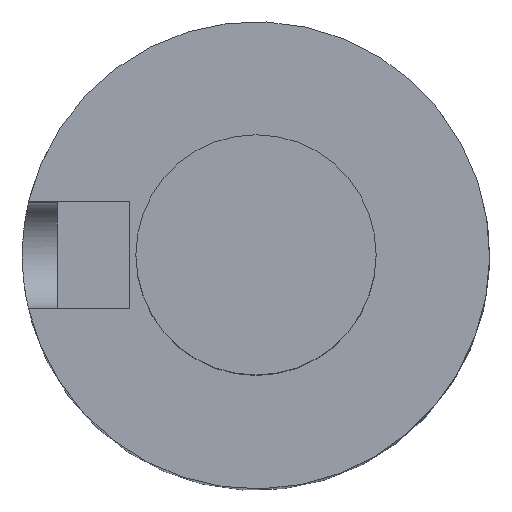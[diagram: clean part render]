
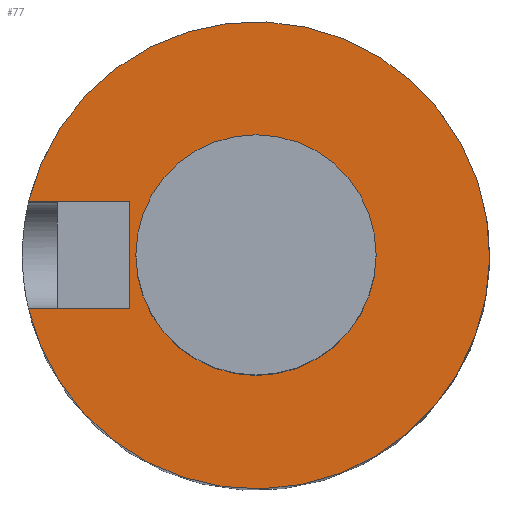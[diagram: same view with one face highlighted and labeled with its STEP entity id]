
A CAD part, top view. The second image highlights one B-rep face of the part: STEP entity #77.
In plain terms, the highlighted planar face has unit normal (0, 0, 1).
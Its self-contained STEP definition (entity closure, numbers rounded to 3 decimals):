
#77=ADVANCED_FACE('',(#121),#99,.T.);
#99=PLANE('',#493);
#121=FACE_OUTER_BOUND('',#146,.T.);
#146=EDGE_LOOP('',(#226,#227,#228,#229));
#167=CIRCLE('',#491,17.5);
#226=ORIENTED_EDGE('',*,*,#345,.T.);
#227=ORIENTED_EDGE('',*,*,#348,.T.);
#228=ORIENTED_EDGE('',*,*,#349,.T.);
#229=ORIENTED_EDGE('',*,*,#350,.T.);
#301=VERTEX_POINT('',#703);
#302=VERTEX_POINT('',#705);
#304=VERTEX_POINT('',#741);
#305=VERTEX_POINT('',#743);
#345=EDGE_CURVE('',#302,#301,#167,.T.);
#348=EDGE_CURVE('',#301,#304,#391,.T.);
#349=EDGE_CURVE('',#304,#305,#392,.T.);
#350=EDGE_CURVE('',#305,#302,#393,.T.);
#391=LINE('',#740,#431);
#392=LINE('',#742,#432);
#393=LINE('',#744,#433);
#431=VECTOR('',#581,1.);
#432=VECTOR('',#582,1.);
#433=VECTOR('',#583,1.);
#491=AXIS2_PLACEMENT_3D('',#704,#576,#577);
#493=AXIS2_PLACEMENT_3D('',#745,#584,#585);
#576=DIRECTION('',(0.,0.,1.));
#577=DIRECTION('',(0.,1.,0.));
#581=DIRECTION('',(1.,0.,0.));
#582=DIRECTION('',(0.,-1.,0.));
#583=DIRECTION('',(-1.,0.,0.));
#584=DIRECTION('',(0.,0.,1.));
#585=DIRECTION('',(0.36,0.933,0.));
#703=CARTESIAN_POINT('',(-17.037,4.,0.));
#704=CARTESIAN_POINT('',(0.,0.,0.));
#705=CARTESIAN_POINT('',(-17.037,-4.,0.));
#740=CARTESIAN_POINT('',(0.,4.,0.));
#741=CARTESIAN_POINT('',(-9.5,4.,0.));
#742=CARTESIAN_POINT('',(-9.5,0.,0.));
#743=CARTESIAN_POINT('',(-9.5,-4.,0.));
#744=CARTESIAN_POINT('',(0.,-4.,0.));
#745=CARTESIAN_POINT('',(0.,0.,0.));
